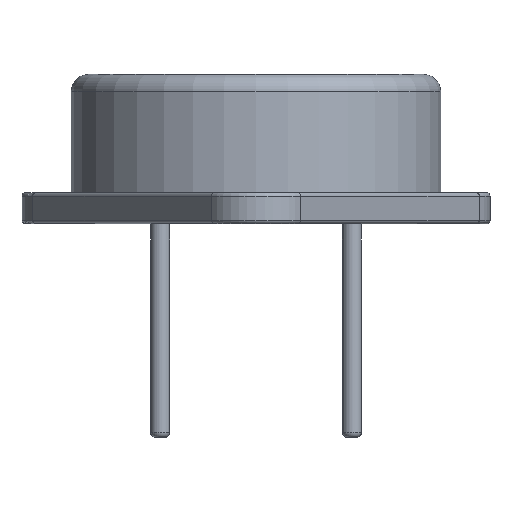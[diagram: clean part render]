
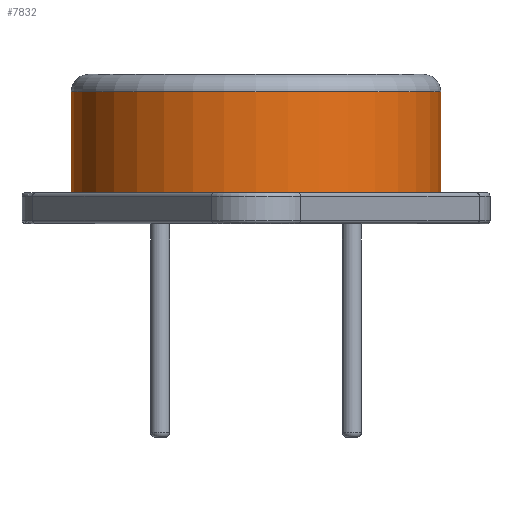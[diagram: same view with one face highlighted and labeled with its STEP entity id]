
A CAD part, front view. The second image highlights one B-rep face of the part: STEP entity #7832.
In plain terms, the highlighted cylindrical face has radius 10.54 mm (diameter 21.08 mm), a partial arc.
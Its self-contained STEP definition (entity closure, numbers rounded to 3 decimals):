
#1096 = DIRECTION ( 'NONE',  ( 1., 0., 0. ) ) ;
#1245 = EDGE_LOOP ( 'NONE', ( #5624, #2929, #8771, #2734 ) ) ;
#1420 = CARTESIAN_POINT ( 'NONE',  ( 0., 0., 8.51 ) ) ;
#2172 = VECTOR ( 'NONE', #3517, 1000. ) ;
#2734 = ORIENTED_EDGE ( 'NONE', *, *, #10349, .T. ) ;
#2835 = VERTEX_POINT ( 'NONE', #6450 ) ;
#2929 = ORIENTED_EDGE ( 'NONE', *, *, #9996, .T. ) ;
#3207 = CARTESIAN_POINT ( 'NONE',  ( -10.54, 0., 7.51 ) ) ;
#3517 = DIRECTION ( 'NONE',  ( 0., 0., -1. ) ) ;
#3672 = VERTEX_POINT ( 'NONE', #9520 ) ;
#3683 = AXIS2_PLACEMENT_3D ( 'NONE', #1420, #5204, #12054 ) ;
#4389 = DIRECTION ( 'NONE',  ( 0., 0., -1. ) ) ;
#4411 = DIRECTION ( 'NONE',  ( 0., 0., -1. ) ) ;
#4436 = LINE ( 'NONE', #12187, #2172 ) ;
#4860 = VERTEX_POINT ( 'NONE', #7505 ) ;
#5204 = DIRECTION ( 'NONE',  ( 0., 0., -1. ) ) ;
#5341 = VERTEX_POINT ( 'NONE', #3207 ) ;
#5624 = ORIENTED_EDGE ( 'NONE', *, *, #5952, .F. ) ;
#5721 = DIRECTION ( 'NONE',  ( 0., 0., 1. ) ) ;
#5952 = EDGE_CURVE ( 'NONE', #3672, #4860, #4436, .T. ) ;
#6247 = CARTESIAN_POINT ( 'NONE',  ( 0., 0., 7.51 ) ) ;
#6445 = EDGE_CURVE ( 'NONE', #5341, #2835, #7407, .T. ) ;
#6450 = CARTESIAN_POINT ( 'NONE',  ( -10.54, 0., 1.77 ) ) ;
#7407 = LINE ( 'NONE', #11140, #8408 ) ;
#7505 = CARTESIAN_POINT ( 'NONE',  ( 10.54, 0., 1.77 ) ) ;
#7583 = CIRCLE ( 'NONE', #9618, 10.54 ) ;
#7832 = ADVANCED_FACE ( 'NONE', ( #11288 ), #10218, .T. ) ;
#8222 = DIRECTION ( 'NONE',  ( -1., 0., 0. ) ) ;
#8408 = VECTOR ( 'NONE', #4411, 1000. ) ;
#8771 = ORIENTED_EDGE ( 'NONE', *, *, #6445, .T. ) ;
#8772 = CARTESIAN_POINT ( 'NONE',  ( 0., 0., 1.77 ) ) ;
#9520 = CARTESIAN_POINT ( 'NONE',  ( 10.54, 0., 7.51 ) ) ;
#9618 = AXIS2_PLACEMENT_3D ( 'NONE', #6247, #4389, #8222 ) ;
#9996 = EDGE_CURVE ( 'NONE', #3672, #5341, #7583, .T. ) ;
#10218 = CYLINDRICAL_SURFACE ( 'NONE', #3683, 10.54 ) ;
#10349 = EDGE_CURVE ( 'NONE', #2835, #4860, #12039, .T. ) ;
#11140 = CARTESIAN_POINT ( 'NONE',  ( -10.54, 0., 8.51 ) ) ;
#11288 = FACE_OUTER_BOUND ( 'NONE', #1245, .T. ) ;
#12039 = CIRCLE ( 'NONE', #12249, 10.54 ) ;
#12054 = DIRECTION ( 'NONE',  ( -1., 0., 0. ) ) ;
#12187 = CARTESIAN_POINT ( 'NONE',  ( 10.54, 0., 8.51 ) ) ;
#12249 = AXIS2_PLACEMENT_3D ( 'NONE', #8772, #5721, #1096 ) ;
